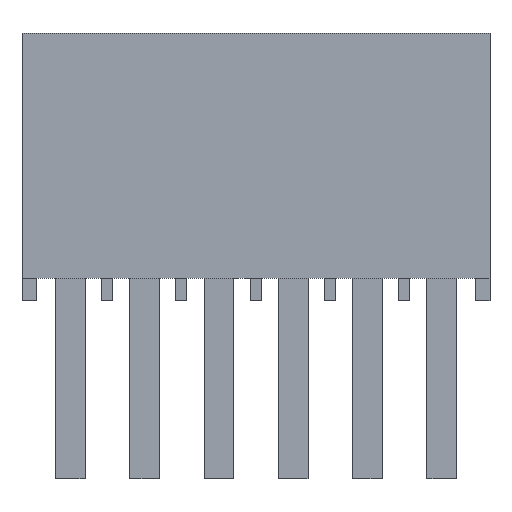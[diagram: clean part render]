
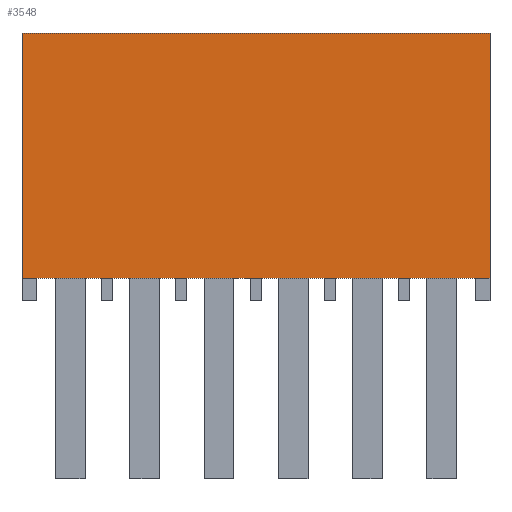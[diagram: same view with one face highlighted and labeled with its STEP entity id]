
A CAD part, top view. The second image highlights one B-rep face of the part: STEP entity #3548.
In plain terms, the highlighted planar face has unit normal (0, 0, 1).
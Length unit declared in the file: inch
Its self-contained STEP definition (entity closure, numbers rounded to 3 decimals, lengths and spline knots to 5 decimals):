
#423=ORIENTED_EDGE('',*,*,#1175,.T.);
#424=ORIENTED_EDGE('',*,*,#1244,.T.);
#425=ORIENTED_EDGE('',*,*,#1185,.F.);
#426=ORIENTED_EDGE('',*,*,#1194,.F.);
#1175=EDGE_CURVE('',#1616,#1615,#1979,.T.);
#1185=EDGE_CURVE('',#1625,#1626,#1989,.T.);
#1194=EDGE_CURVE('',#1616,#1625,#1998,.T.);
#1244=EDGE_CURVE('',#1615,#1626,#2048,.T.);
#1615=VERTEX_POINT('',#5175);
#1616=VERTEX_POINT('',#5177);
#1625=VERTEX_POINT('',#5196);
#1626=VERTEX_POINT('',#5198);
#1979=LINE('',#5176,#2471);
#1989=LINE('',#5197,#2481);
#1998=LINE('',#5214,#2490);
#2048=LINE('',#5314,#2540);
#2471=VECTOR('',#4216,39.37008);
#2481=VECTOR('',#4228,39.37008);
#2490=VECTOR('',#4243,39.37008);
#2540=VECTOR('',#4297,39.37008);
#2891=EDGE_LOOP('',(#423,#424,#425,#426));
#3125=FACE_BOUND('',#2891,.T.);
#3339=PLANE('',#3784);
#3548=ADVANCED_FACE('',(#3125),#3339,.F.);
#3784=AXIS2_PLACEMENT_3D('',#5313,#4295,#4296);
#4216=DIRECTION('',(0.,-1.,0.));
#4228=DIRECTION('',(0.,-1.,0.));
#4243=DIRECTION('',(1.,0.,0.));
#4295=DIRECTION('',(0.,0.,-1.));
#4296=DIRECTION('',(-1.,0.,0.));
#4297=DIRECTION('',(1.,0.,0.));
#5175=CARTESIAN_POINT('',(-0.1575,0.015,0.06));
#5176=CARTESIAN_POINT('',(-0.1575,0.18,0.06));
#5177=CARTESIAN_POINT('',(-0.1575,0.18,0.06));
#5196=CARTESIAN_POINT('',(0.1575,0.18,0.06));
#5197=CARTESIAN_POINT('',(0.1575,0.18,0.06));
#5198=CARTESIAN_POINT('',(0.1575,0.015,0.06));
#5214=CARTESIAN_POINT('',(-0.1575,0.18,0.06));
#5313=CARTESIAN_POINT('',(-0.1575,0.18,0.06));
#5314=CARTESIAN_POINT('',(-0.1575,0.015,0.06));
